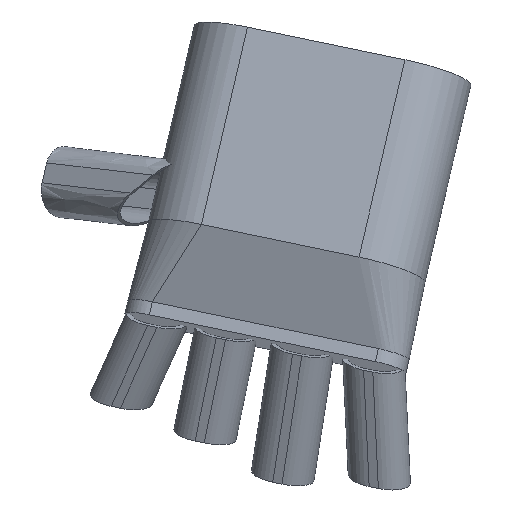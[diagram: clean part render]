
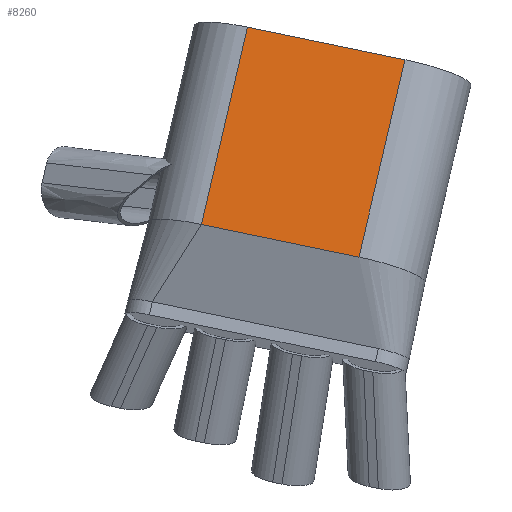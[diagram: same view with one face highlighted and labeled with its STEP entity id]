
A CAD part, front view. The second image highlights one B-rep face of the part: STEP entity #8260.
In plain terms, the highlighted planar face has unit normal (-0.106, -0.975, 0.195).
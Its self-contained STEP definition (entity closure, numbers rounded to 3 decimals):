
#44 = LINE ( 'NONE', #1716, #9823 ) ;
#56 = FACE_OUTER_BOUND ( 'NONE', #5627, .T. ) ;
#409 = LINE ( 'NONE', #1751, #4413 ) ;
#1065 = CARTESIAN_POINT ( 'NONE',  ( -124.003, 143.837, 353.738 ) ) ;
#1716 = CARTESIAN_POINT ( 'NONE',  ( -162.071, 115.414, 190.511 ) ) ;
#1751 = CARTESIAN_POINT ( 'NONE',  ( -65.876, 135.093, 341.704 ) ) ;
#1993 = PLANE ( 'NONE',  #3673 ) ;
#2303 = EDGE_CURVE ( 'NONE', #9821, #7790, #409, .T. ) ;
#2938 = ORIENTED_EDGE ( 'NONE', *, *, #5751, .T. ) ;
#3024 = DIRECTION ( 'NONE',  ( -0.969, 0.146, 0.201 ) ) ;
#3300 = CARTESIAN_POINT ( 'NONE',  ( -162.071, 115.414, 190.511 ) ) ;
#3448 = CARTESIAN_POINT ( 'NONE',  ( -145.094, 128.09, 263.307 ) ) ;
#3673 = AXIS2_PLACEMENT_3D ( 'NONE', #1065, #9167, #3024 ) ;
#3693 = CARTESIAN_POINT ( 'NONE',  ( -145.094, 128.09, 263.307 ) ) ;
#4228 = CARTESIAN_POINT ( 'NONE',  ( -86.967, 119.346, 251.273 ) ) ;
#4401 = ORIENTED_EDGE ( 'NONE', *, *, #2303, .F. ) ;
#4413 = VECTOR ( 'NONE', #12916, 1000. ) ;
#4538 = ORIENTED_EDGE ( 'NONE', *, *, #10308, .T. ) ;
#5360 = LINE ( 'NONE', #3448, #9840 ) ;
#5607 = DIRECTION ( 'NONE',  ( 0.969, -0.146, -0.201 ) ) ;
#5627 = EDGE_LOOP ( 'NONE', ( #4401, #2938, #12088, #4538 ) ) ;
#5751 = EDGE_CURVE ( 'NONE', #9821, #7072, #5360, .T. ) ;
#7072 = VERTEX_POINT ( 'NONE', #3693 ) ;
#7790 = VERTEX_POINT ( 'NONE', #12002 ) ;
#8260 = ADVANCED_FACE ( 'NONE', ( #56 ), #1993, .F. ) ;
#8510 = DIRECTION ( 'NONE',  ( -0.969, 0.146, 0.201 ) ) ;
#8515 = VECTOR ( 'NONE', #12350, 1000. ) ;
#9167 = DIRECTION ( 'NONE',  ( 0.106, 0.975, -0.195 ) ) ;
#9306 = CARTESIAN_POINT ( 'NONE',  ( -124.003, 143.837, 353.738 ) ) ;
#9821 = VERTEX_POINT ( 'NONE', #4228 ) ;
#9823 = VECTOR ( 'NONE', #5607, 1000. ) ;
#9840 = VECTOR ( 'NONE', #8510, 1000. ) ;
#10308 = EDGE_CURVE ( 'NONE', #11760, #7790, #44, .T. ) ;
#11760 = VERTEX_POINT ( 'NONE', #3300 ) ;
#12002 = CARTESIAN_POINT ( 'NONE',  ( -103.944, 106.67, 178.477 ) ) ;
#12088 = ORIENTED_EDGE ( 'NONE', *, *, #12466, .T. ) ;
#12350 = DIRECTION ( 'NONE',  ( -0.224, -0.167, -0.96 ) ) ;
#12466 = EDGE_CURVE ( 'NONE', #7072, #11760, #12526, .T. ) ;
#12526 = LINE ( 'NONE', #9306, #8515 ) ;
#12916 = DIRECTION ( 'NONE',  ( -0.224, -0.167, -0.96 ) ) ;
